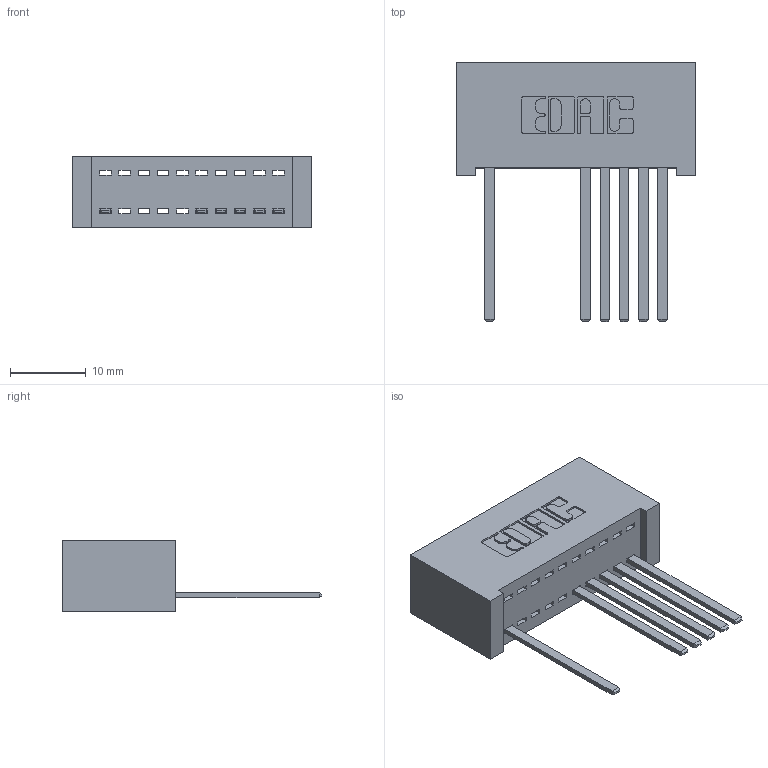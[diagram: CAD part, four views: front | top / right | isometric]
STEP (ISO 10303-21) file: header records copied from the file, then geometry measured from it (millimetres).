
FILE_DESCRIPTION (( 'STEP AP203' ), '1' );
FILE_NAME ('392-010-544-101.STEP', '2018-08-14T20:41:26', ( '' ), ( '' ), 'SwSTEP 2.0', 'SolidWorks 2016', '' );
FILE_SCHEMA (( 'CONFIG_CONTROL_DESIGN' ));
Length unit declared in the file: inch
Products named in the file (3): 342 Part_Lugless; 345-292-001_345-293-144; 392-010-544-101
Assembly tree (7 placements, depth 2):
  392-010-544-101
    342 Part_Lugless
    345-292-001_345-293-144  x6
Bounding box: 31.65 x 34.3 x 9.4 mm (x, y, z)
Volume: 3089.8 mm3; surface area: 4223.7 mm2
Topology: 7 solids, 7 shells, 462 faces, 1391 edges, 918 vertices
Faces by surface type: plane 338, cylinder 124
Entity records: 9531 total; most frequent: CARTESIAN_POINT 1672, ORIENTED_EDGE 1622, DIRECTION 1459, EDGE_CURVE 811, VECTOR 695, LINE 695, VERTEX_POINT 538, AXIS2_PLACEMENT_3D 382
